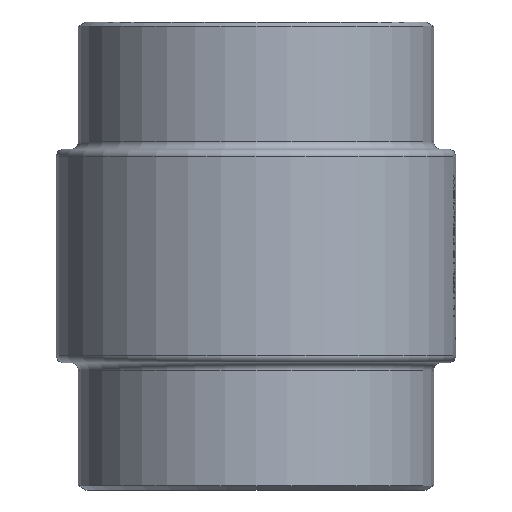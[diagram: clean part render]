
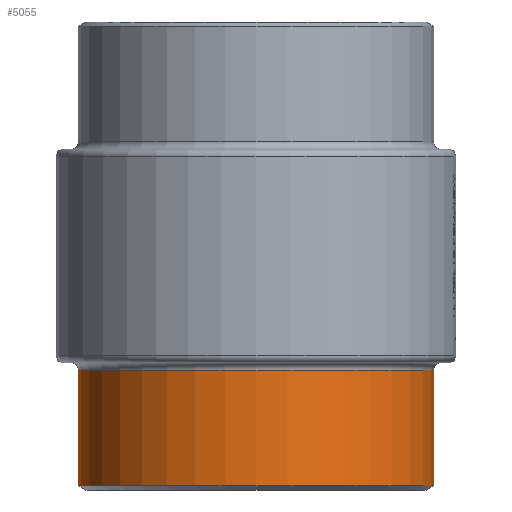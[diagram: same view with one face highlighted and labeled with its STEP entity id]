
A CAD part, front view. The second image highlights one B-rep face of the part: STEP entity #5055.
In plain terms, the highlighted cylindrical face has radius 69.85 mm (diameter 139.7 mm), a partial arc.
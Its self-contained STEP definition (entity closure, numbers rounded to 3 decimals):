
#846 = CARTESIAN_POINT ( 'NONE',  ( 69.85, 0., -137. ) ) ;
#991 = ORIENTED_EDGE ( 'NONE', *, *, #8649, .F. ) ;
#1241 = DIRECTION ( 'NONE',  ( 1., 0., 0. ) ) ;
#1266 = ORIENTED_EDGE ( 'NONE', *, *, #10639, .T. ) ;
#1807 = CARTESIAN_POINT ( 'NONE',  ( -69.85, 0., -184. ) ) ;
#3341 = FACE_OUTER_BOUND ( 'NONE', #25598, .T. ) ;
#3530 = LINE ( 'NONE', #1807, #21826 ) ;
#3907 = DIRECTION ( 'NONE',  ( 0., 0., -1. ) ) ;
#4651 = CARTESIAN_POINT ( 'NONE',  ( 69.85, 0., -182.268 ) ) ;
#4752 = EDGE_CURVE ( 'NONE', #25979, #10197, #3530, .T. ) ;
#4902 = DIRECTION ( 'NONE',  ( 1., 0., 0. ) ) ;
#5055 = ADVANCED_FACE ( 'NONE', ( #3341 ), #17762, .T. ) ;
#6098 = EDGE_CURVE ( 'NONE', #10207, #25979, #22679, .T. ) ;
#7439 = AXIS2_PLACEMENT_3D ( 'NONE', #11412, #11288, #1241 ) ;
#7659 = DIRECTION ( 'NONE',  ( 0., 0., -1. ) ) ;
#8649 = EDGE_CURVE ( 'NONE', #10207, #23749, #19444, .T. ) ;
#8662 = CARTESIAN_POINT ( 'NONE',  ( 0., 0., -182.268 ) ) ;
#10197 = VERTEX_POINT ( 'NONE', #18703 ) ;
#10207 = VERTEX_POINT ( 'NONE', #846 ) ;
#10639 = EDGE_CURVE ( 'NONE', #10197, #23749, #22239, .T. ) ;
#11175 = ORIENTED_EDGE ( 'NONE', *, *, #4752, .T. ) ;
#11265 = AXIS2_PLACEMENT_3D ( 'NONE', #11979, #3907, #4902 ) ;
#11288 = DIRECTION ( 'NONE',  ( 0., 0., -1. ) ) ;
#11412 = CARTESIAN_POINT ( 'NONE',  ( 0., 0., -184. ) ) ;
#11595 = DIRECTION ( 'NONE',  ( 0., 0., -1. ) ) ;
#11979 = CARTESIAN_POINT ( 'NONE',  ( 0., 0., -137. ) ) ;
#14931 = CARTESIAN_POINT ( 'NONE',  ( -69.85, 0., -137. ) ) ;
#16323 = AXIS2_PLACEMENT_3D ( 'NONE', #8662, #24577, #16370 ) ;
#16370 = DIRECTION ( 'NONE',  ( 1., 0., 0. ) ) ;
#17762 = CYLINDRICAL_SURFACE ( 'NONE', #7439, 69.85 ) ;
#18703 = CARTESIAN_POINT ( 'NONE',  ( -69.85, 0., -182.268 ) ) ;
#19444 = LINE ( 'NONE', #21570, #21411 ) ;
#21411 = VECTOR ( 'NONE', #7659, 1000. ) ;
#21570 = CARTESIAN_POINT ( 'NONE',  ( 69.85, 0., -184. ) ) ;
#21826 = VECTOR ( 'NONE', #11595, 1000. ) ;
#22239 = CIRCLE ( 'NONE', #16323, 69.85 ) ;
#22679 = CIRCLE ( 'NONE', #11265, 69.85 ) ;
#23749 = VERTEX_POINT ( 'NONE', #4651 ) ;
#24577 = DIRECTION ( 'NONE',  ( 0., 0., 1. ) ) ;
#24623 = ORIENTED_EDGE ( 'NONE', *, *, #6098, .T. ) ;
#25598 = EDGE_LOOP ( 'NONE', ( #24623, #11175, #1266, #991 ) ) ;
#25979 = VERTEX_POINT ( 'NONE', #14931 ) ;
